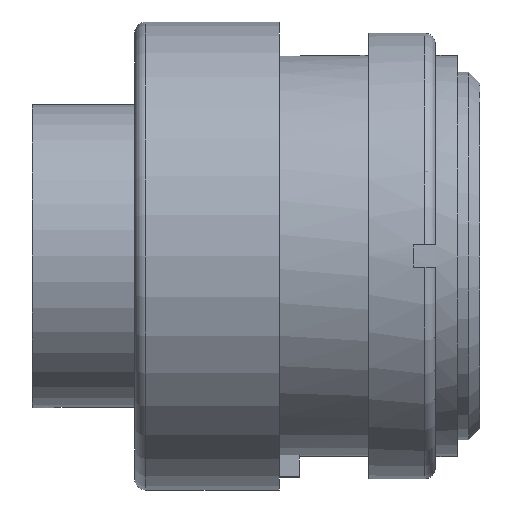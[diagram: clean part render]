
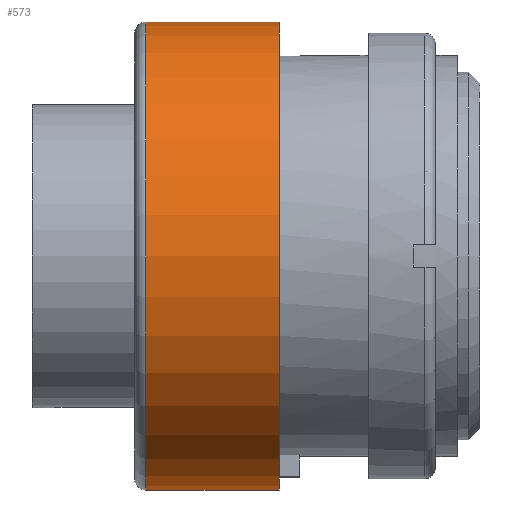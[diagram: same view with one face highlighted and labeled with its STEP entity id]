
A CAD part, front view. The second image highlights one B-rep face of the part: STEP entity #573.
In plain terms, the highlighted cylindrical face has radius 10.5 mm (diameter 21 mm), a full revolution.
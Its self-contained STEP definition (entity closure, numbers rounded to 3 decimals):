
#245=CYLINDRICAL_SURFACE('',#3184,10.5);
#296=FACE_BOUND('',#991,.T.);
#297=FACE_BOUND('',#992,.T.);
#454=CIRCLE('',#3168,10.5);
#463=CIRCLE('',#3183,10.5);
#573=ADVANCED_FACE('',(#296,#297),#245,.T.);
#991=EDGE_LOOP('',(#1352));
#992=EDGE_LOOP('',(#1353));
#1352=ORIENTED_EDGE('',*,*,#2400,.T.);
#1353=ORIENTED_EDGE('',*,*,#2389,.T.);
#2083=VERTEX_POINT('',#4354);
#2092=VERTEX_POINT('',#4380);
#2389=EDGE_CURVE('',#2083,#2083,#454,.T.);
#2400=EDGE_CURVE('',#2092,#2092,#463,.T.);
#3168=AXIS2_PLACEMENT_3D('',#4353,#3508,#3509);
#3183=AXIS2_PLACEMENT_3D('',#4379,#3540,#3541);
#3184=AXIS2_PLACEMENT_3D('',#4381,#3542,#3543);
#3508=DIRECTION('',(-1.,0.,0.));
#3509=DIRECTION('',(0.,0.,-1.));
#3540=DIRECTION('',(1.,0.,0.));
#3541=DIRECTION('',(0.,0.,1.));
#3542=DIRECTION('',(1.,0.,0.));
#3543=DIRECTION('',(0.,0.,-1.));
#4353=CARTESIAN_POINT('',(6.5,0.,0.));
#4354=CARTESIAN_POINT('',(6.5,0.,-10.5));
#4379=CARTESIAN_POINT('',(0.5,0.,0.));
#4380=CARTESIAN_POINT('',(0.5,0.,10.5));
#4381=CARTESIAN_POINT('',(0.,0.,0.));
